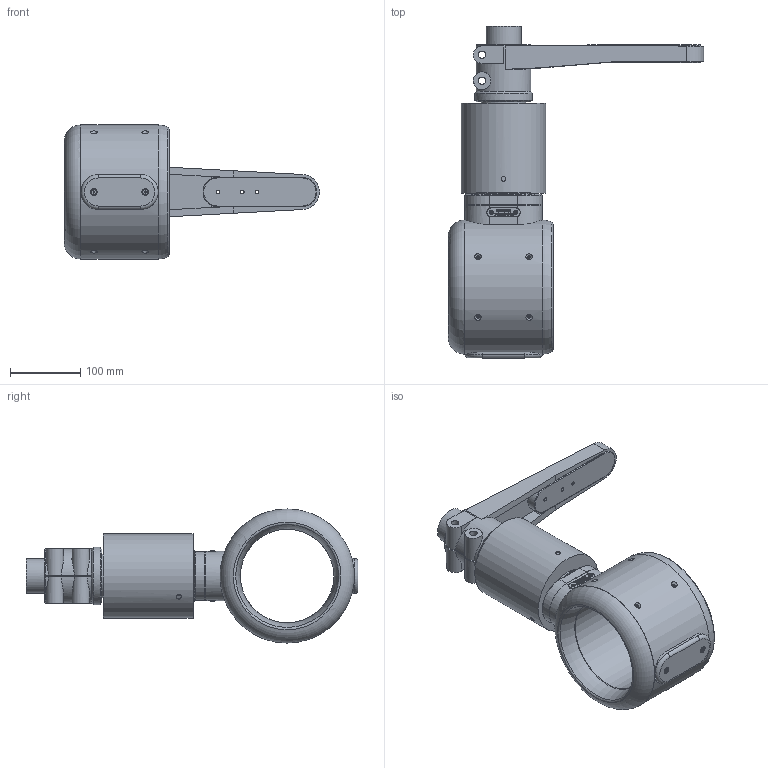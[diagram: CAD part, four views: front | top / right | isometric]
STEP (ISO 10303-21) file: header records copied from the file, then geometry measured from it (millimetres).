
FILE_DESCRIPTION (( 'STEP AP214' ), '1' );
FILE_NAME ('P-087-230-rev-D-M133.STEP', '2026-03-06T15:20:12', ( '' ), ( '' ), 'SwSTEP 2.0', 'SolidWorks 2024', '' );
FILE_SCHEMA (( 'AUTOMOTIVE_DESIGN' ));
Length unit declared in the file: millimetre
Products named in the file (1): P-087-230-rev-D-M133
Bounding box: 363.53 x 473 x 191 mm (x, y, z)
Volume: 4550650.1 mm3; surface area: 336091.2 mm2
Topology: 1 solids, 1 shells, 725 faces, 1877 edges, 1220 vertices
Faces by surface type: plane 459, bspline 126, cylinder 80, cone 38, torus 18, sphere 4
Full cylindrical faces by diameter (mm): 3.3 x8, 4.5 x8, 5.1 x3, 5.7 x4, 6.8 x3, 7.64 x2, 10.5 x4, 25 x2, 50 x1, 82 x1, 120 x1, 133 x1, 191 x1
Entity records: 32892 total; most frequent: CARTESIAN_POINT 9155, ORIENTED_EDGE 3506, DIRECTION 2576, EDGE_CURVE 1753, VERTEX_POINT 1178, VECTOR 910, LINE 910, EDGE_LOOP 889
